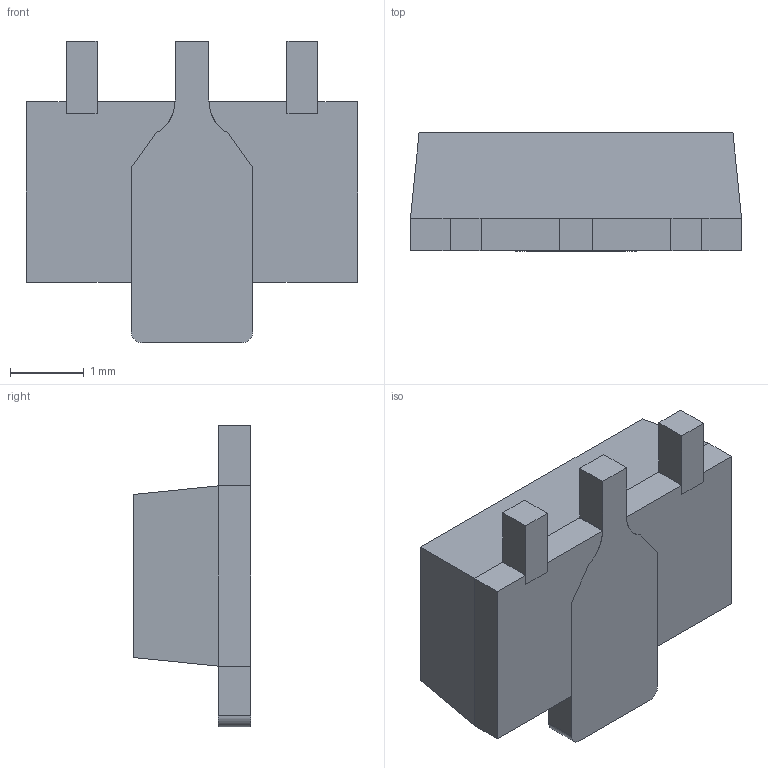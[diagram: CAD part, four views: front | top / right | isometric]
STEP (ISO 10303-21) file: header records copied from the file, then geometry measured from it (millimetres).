
FILE_DESCRIPTION (( 'STEP AP214' ), '1' );
FILE_NAME ('ADL5610ARKZ-R7.STEP', '2021-02-28T08:26:10', ( '' ), ( '' ), 'SwSTEP 2.0', 'SolidWorks 2017', '' );
FILE_SCHEMA (( 'AUTOMOTIVE_DESIGN' ));
Length unit declared in the file: millimetre
Products named in the file (1): ADL5610ARKZ-R7
Bounding box: 4.5 x 1.6 x 4.09 mm (x, y, z)
Volume: 17.8 mm3; surface area: 63 mm2
Topology: 4 solids, 4 shells, 56 faces, 132 edges, 84 vertices
Faces by surface type: plane 50, cylinder 6
Entity records: 1633 total; most frequent: CARTESIAN_POINT 273, ORIENTED_EDGE 264, DIRECTION 258, EDGE_CURVE 132, VECTOR 120, LINE 120, VERTEX_POINT 84, AXIS2_PLACEMENT_3D 69
